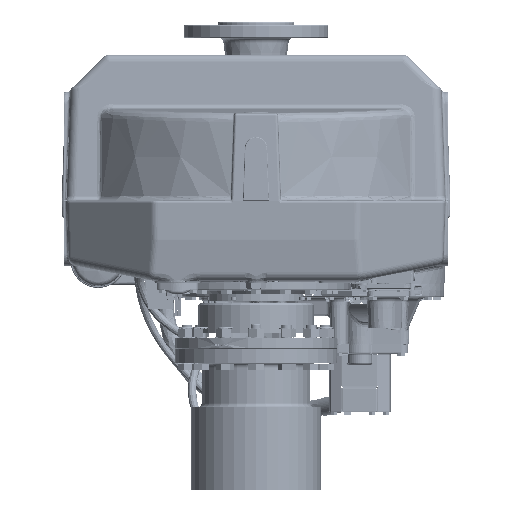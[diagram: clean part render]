
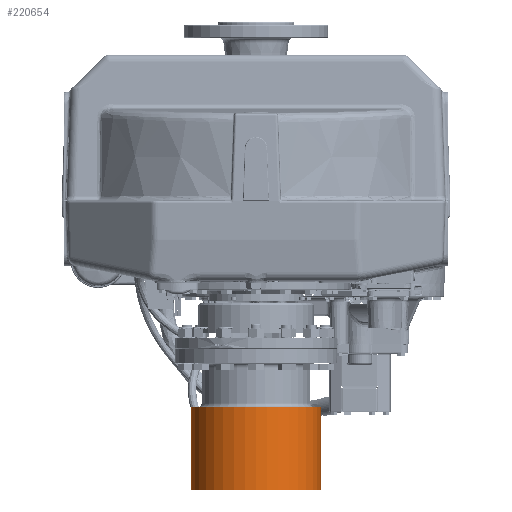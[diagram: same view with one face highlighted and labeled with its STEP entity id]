
A CAD part, front view. The second image highlights one B-rep face of the part: STEP entity #220654.
In plain terms, the highlighted cylindrical face has radius 150 mm (diameter 300 mm), a partial arc.
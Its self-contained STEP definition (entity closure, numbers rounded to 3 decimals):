
#12958 = VECTOR ( 'NONE', #162660, 1000. ) ;
#17439 = LINE ( 'NONE', #223753, #242848 ) ;
#46958 = CARTESIAN_POINT ( 'NONE',  ( 0., -440., -744.805 ) ) ;
#81079 = AXIS2_PLACEMENT_3D ( 'NONE', #477719, #427050, #517268 ) ;
#86262 = LINE ( 'NONE', #515606, #12958 ) ;
#87784 = VERTEX_POINT ( 'NONE', #377125 ) ;
#92700 = VERTEX_POINT ( 'NONE', #203593 ) ;
#93816 = DIRECTION ( 'NONE',  ( 0., 0., 1. ) ) ;
#131734 = DIRECTION ( 'NONE',  ( 0., 0., 1. ) ) ;
#134423 = DIRECTION ( 'NONE',  ( 0., 0., 1. ) ) ;
#162660 = DIRECTION ( 'NONE',  ( 0., 0., 1. ) ) ;
#167995 = AXIS2_PLACEMENT_3D ( 'NONE', #174119, #131734, #235962 ) ;
#174119 = CARTESIAN_POINT ( 'NONE',  ( 0., -440., -609.805 ) ) ;
#176876 = CYLINDRICAL_SURFACE ( 'NONE', #167995, 150. ) ;
#186254 = ORIENTED_EDGE ( 'NONE', *, *, #267825, .T. ) ;
#188434 = ORIENTED_EDGE ( 'NONE', *, *, #504289, .F. ) ;
#203593 = CARTESIAN_POINT ( 'NONE',  ( 150., -440., -744.805 ) ) ;
#220654 = ADVANCED_FACE ( 'NONE', ( #476387 ), #176876, .T. ) ;
#223120 = ORIENTED_EDGE ( 'NONE', *, *, #237230, .F. ) ;
#223753 = CARTESIAN_POINT ( 'NONE',  ( -150., -440., -609.805 ) ) ;
#235962 = DIRECTION ( 'NONE',  ( 1., 0., 0. ) ) ;
#237230 = EDGE_CURVE ( 'NONE', #458480, #92700, #547138, .T. ) ;
#242848 = VECTOR ( 'NONE', #93816, 1000. ) ;
#266843 = CARTESIAN_POINT ( 'NONE',  ( -150., -440., -744.805 ) ) ;
#267825 = EDGE_CURVE ( 'NONE', #392082, #87784, #450851, .T. ) ;
#303562 = EDGE_CURVE ( 'NONE', #87784, #92700, #86262, .T. ) ;
#303652 = AXIS2_PLACEMENT_3D ( 'NONE', #46958, #134423, #515787 ) ;
#303687 = CARTESIAN_POINT ( 'NONE',  ( -150., -440., -934.805 ) ) ;
#331648 = ORIENTED_EDGE ( 'NONE', *, *, #303562, .T. ) ;
#377125 = CARTESIAN_POINT ( 'NONE',  ( 150., -440., -934.805 ) ) ;
#392082 = VERTEX_POINT ( 'NONE', #303687 ) ;
#399890 = EDGE_LOOP ( 'NONE', ( #188434, #186254, #331648, #223120 ) ) ;
#427050 = DIRECTION ( 'NONE',  ( 0., 0., 1. ) ) ;
#450851 = CIRCLE ( 'NONE', #81079, 150. ) ;
#458480 = VERTEX_POINT ( 'NONE', #266843 ) ;
#476387 = FACE_OUTER_BOUND ( 'NONE', #399890, .T. ) ;
#477719 = CARTESIAN_POINT ( 'NONE',  ( 0., -440., -934.805 ) ) ;
#504289 = EDGE_CURVE ( 'NONE', #392082, #458480, #17439, .T. ) ;
#515606 = CARTESIAN_POINT ( 'NONE',  ( 150., -440., -609.805 ) ) ;
#515787 = DIRECTION ( 'NONE',  ( 1., 0., 0. ) ) ;
#517268 = DIRECTION ( 'NONE',  ( 1., 0., 0. ) ) ;
#547138 = CIRCLE ( 'NONE', #303652, 150. ) ;
